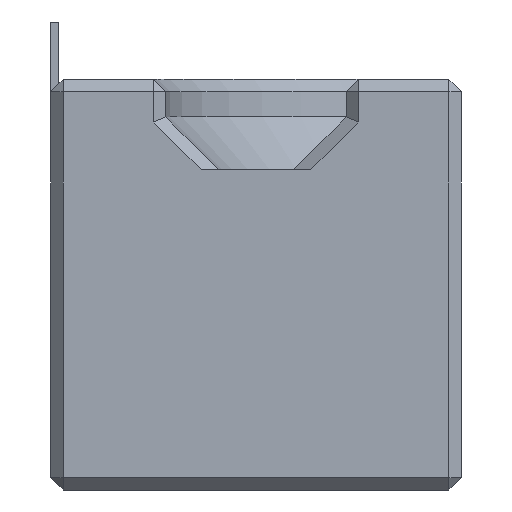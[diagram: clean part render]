
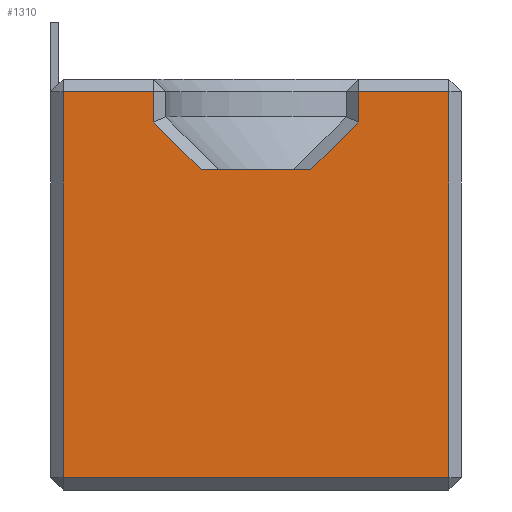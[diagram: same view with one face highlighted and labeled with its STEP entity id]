
A CAD part, front view. The second image highlights one B-rep face of the part: STEP entity #1310.
In plain terms, the highlighted planar face has unit normal (0, -1, 0).
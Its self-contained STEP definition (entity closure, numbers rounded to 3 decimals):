
#13 = EDGE_CURVE ( 'NONE', #120, #433, #1625, .T. ) ;
#84 = CARTESIAN_POINT ( 'NONE',  ( 21.339, 0., 28.661 ) ) ;
#87 = FACE_OUTER_BOUND ( 'NONE', #1515, .T. ) ;
#115 = EDGE_CURVE ( 'NONE', #667, #1445, #1731, .T. ) ;
#120 = VERTEX_POINT ( 'NONE', #2061 ) ;
#126 = CARTESIAN_POINT ( 'NONE',  ( 37.5, 0., 50. ) ) ;
#143 = ORIENTED_EDGE ( 'NONE', *, *, #13, .T. ) ;
#180 = CARTESIAN_POINT ( 'NONE',  ( 48.5, 0., 50. ) ) ;
#200 = ORIENTED_EDGE ( 'NONE', *, *, #221, .T. ) ;
#213 = DIRECTION ( 'NONE',  ( -0.707, 0., 0.707 ) ) ;
#221 = EDGE_CURVE ( 'NONE', #1445, #1036, #1544, .T. ) ;
#236 = CARTESIAN_POINT ( 'NONE',  ( 0., 0., 48.5 ) ) ;
#264 = CARTESIAN_POINT ( 'NONE',  ( 12.5, 0., 44.822 ) ) ;
#271 = ORIENTED_EDGE ( 'NONE', *, *, #115, .T. ) ;
#288 = VECTOR ( 'NONE', #1862, 1000. ) ;
#289 = DIRECTION ( 'NONE',  ( 0., 1., 0. ) ) ;
#312 = CARTESIAN_POINT ( 'NONE',  ( 18.322, 0., 39. ) ) ;
#331 = CARTESIAN_POINT ( 'NONE',  ( 31.678, 0., 39. ) ) ;
#349 = CARTESIAN_POINT ( 'NONE',  ( 37.5, 0., 48.5 ) ) ;
#356 = ORIENTED_EDGE ( 'NONE', *, *, #1189, .T. ) ;
#361 = DIRECTION ( 'NONE',  ( 0., 0., 1. ) ) ;
#398 = DIRECTION ( 'NONE',  ( -0.707, 0., -0.707 ) ) ;
#431 = ORIENTED_EDGE ( 'NONE', *, *, #584, .T. ) ;
#433 = VERTEX_POINT ( 'NONE', #1146 ) ;
#434 = EDGE_CURVE ( 'NONE', #764, #1953, #519, .T. ) ;
#516 = CARTESIAN_POINT ( 'NONE',  ( 48.5, 0., 48.5 ) ) ;
#519 = LINE ( 'NONE', #180, #1553 ) ;
#525 = VECTOR ( 'NONE', #613, 1000. ) ;
#539 = CARTESIAN_POINT ( 'NONE',  ( 12.5, 0., 48.5 ) ) ;
#567 = DIRECTION ( 'NONE',  ( 1., 0., 0. ) ) ;
#584 = EDGE_CURVE ( 'NONE', #918, #1702, #1803, .T. ) ;
#608 = ORIENTED_EDGE ( 'NONE', *, *, #434, .T. ) ;
#613 = DIRECTION ( 'NONE',  ( 0., 0., -1. ) ) ;
#626 = VECTOR ( 'NONE', #772, 1000. ) ;
#667 = VERTEX_POINT ( 'NONE', #349 ) ;
#668 = LINE ( 'NONE', #1634, #731 ) ;
#688 = CARTESIAN_POINT ( 'NONE',  ( 37.5, 0., 44.822 ) ) ;
#691 = VECTOR ( 'NONE', #213, 1000. ) ;
#731 = VECTOR ( 'NONE', #361, 1000. ) ;
#740 = CARTESIAN_POINT ( 'NONE',  ( 20.444, 0., 39. ) ) ;
#764 = VERTEX_POINT ( 'NONE', #1540 ) ;
#772 = DIRECTION ( 'NONE',  ( 0., 0., -1. ) ) ;
#827 = DIRECTION ( 'NONE',  ( 0., 0., 1. ) ) ;
#875 = EDGE_CURVE ( 'NONE', #433, #764, #1371, .T. ) ;
#918 = VERTEX_POINT ( 'NONE', #312 ) ;
#920 = VECTOR ( 'NONE', #1080, 1000. ) ;
#933 = AXIS2_PLACEMENT_3D ( 'NONE', #1263, #289, #1756 ) ;
#1003 = VECTOR ( 'NONE', #1222, 1000. ) ;
#1034 = CARTESIAN_POINT ( 'NONE',  ( 0., 0., 48.5 ) ) ;
#1036 = VERTEX_POINT ( 'NONE', #331 ) ;
#1080 = DIRECTION ( 'NONE',  ( 1., 0., 0. ) ) ;
#1146 = CARTESIAN_POINT ( 'NONE',  ( 1.5, 0., 1.5 ) ) ;
#1169 = EDGE_CURVE ( 'NONE', #1702, #1593, #668, .T. ) ;
#1189 = EDGE_CURVE ( 'NONE', #1593, #120, #1525, .T. ) ;
#1191 = LINE ( 'NONE', #236, #1003 ) ;
#1210 = EDGE_CURVE ( 'NONE', #1953, #667, #1191, .T. ) ;
#1222 = DIRECTION ( 'NONE',  ( -1., 0., 0. ) ) ;
#1232 = PLANE ( 'NONE',  #933 ) ;
#1263 = CARTESIAN_POINT ( 'NONE',  ( 0., 0., 50. ) ) ;
#1310 = ADVANCED_FACE ( 'NONE', ( #87 ), #1232, .F. ) ;
#1350 = ORIENTED_EDGE ( 'NONE', *, *, #875, .T. ) ;
#1371 = LINE ( 'NONE', #2017, #2038 ) ;
#1445 = VERTEX_POINT ( 'NONE', #688 ) ;
#1515 = EDGE_LOOP ( 'NONE', ( #200, #2056, #431, #2036, #356, #143, #1350, #608, #1882, #271 ) ) ;
#1525 = LINE ( 'NONE', #1034, #288 ) ;
#1531 = LINE ( 'NONE', #740, #920 ) ;
#1540 = CARTESIAN_POINT ( 'NONE',  ( 48.5, 0., 1.5 ) ) ;
#1544 = LINE ( 'NONE', #84, #1651 ) ;
#1553 = VECTOR ( 'NONE', #827, 1000. ) ;
#1575 = CARTESIAN_POINT ( 'NONE',  ( 1.5, 0., 50. ) ) ;
#1593 = VERTEX_POINT ( 'NONE', #539 ) ;
#1625 = LINE ( 'NONE', #1575, #525 ) ;
#1634 = CARTESIAN_POINT ( 'NONE',  ( 12.5, 0., 50. ) ) ;
#1643 = CARTESIAN_POINT ( 'NONE',  ( 3.661, 0., 53.661 ) ) ;
#1651 = VECTOR ( 'NONE', #398, 1000. ) ;
#1702 = VERTEX_POINT ( 'NONE', #264 ) ;
#1705 = EDGE_CURVE ( 'NONE', #918, #1036, #1531, .T. ) ;
#1731 = LINE ( 'NONE', #126, #626 ) ;
#1756 = DIRECTION ( 'NONE',  ( 0., 0., 1. ) ) ;
#1803 = LINE ( 'NONE', #1643, #691 ) ;
#1862 = DIRECTION ( 'NONE',  ( -1., 0., 0. ) ) ;
#1882 = ORIENTED_EDGE ( 'NONE', *, *, #1210, .T. ) ;
#1953 = VERTEX_POINT ( 'NONE', #516 ) ;
#2017 = CARTESIAN_POINT ( 'NONE',  ( 50., 0., 1.5 ) ) ;
#2036 = ORIENTED_EDGE ( 'NONE', *, *, #1169, .T. ) ;
#2038 = VECTOR ( 'NONE', #567, 1000. ) ;
#2056 = ORIENTED_EDGE ( 'NONE', *, *, #1705, .F. ) ;
#2061 = CARTESIAN_POINT ( 'NONE',  ( 1.5, 0., 48.5 ) ) ;
